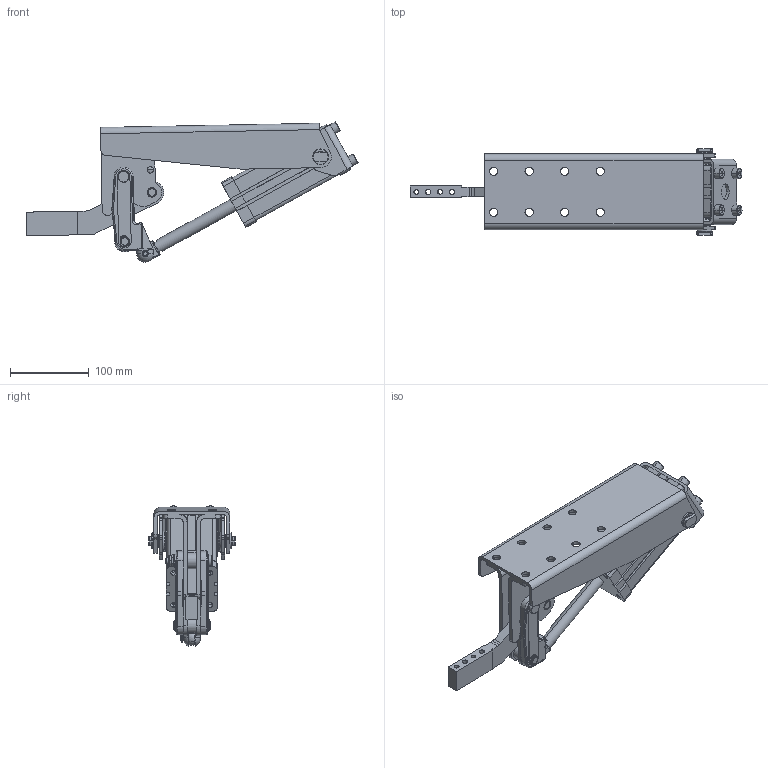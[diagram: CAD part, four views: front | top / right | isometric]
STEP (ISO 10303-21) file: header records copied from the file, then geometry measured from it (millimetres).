
FILE_DESCRIPTION((''),'2;1');
FILE_NAME('765.LH.stp','2005-09-28T12:57:14',('CAD'),(''),'Autodesk Inventor 8','Autodesk Inventor 8','');
FILE_SCHEMA(('AUTOMOTIVE_DESIGN { 1 0 10303 214 1 1 1 1 }'));
Length unit declared in the file: millimetre
Products named in the file (1): Part13
Bounding box: 420.69 x 109.5 x 177.67 mm (x, y, z)
Volume: 1064325.9 mm3; surface area: 259607.2 mm2
Topology: 1 solids, 124 shells, 2693 faces, 7452 edges, 4864 vertices
Faces by surface type: plane 1633, cylinder 726, cone 174, bspline 132, torus 20, sphere 8
Entity records: 87243 total; most frequent: CARTESIAN_POINT 21288, ORIENTED_EDGE 14852, DIRECTION 13199, EDGE_CURVE 7426, VERTEX_POINT 4864, AXIS2_PLACEMENT_3D 4855, VECTOR 3489, LINE 3489
